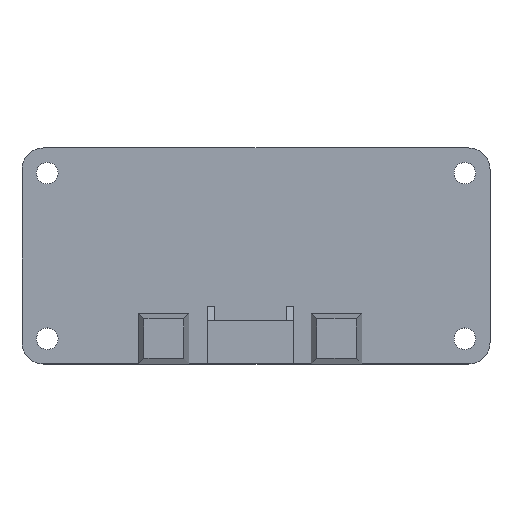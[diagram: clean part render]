
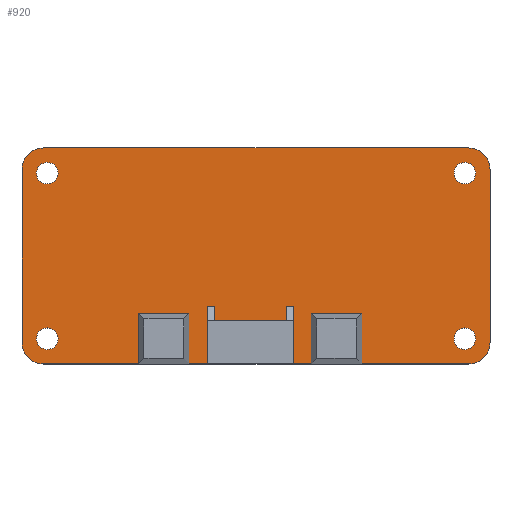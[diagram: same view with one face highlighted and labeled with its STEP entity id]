
A CAD part, top view. The second image highlights one B-rep face of the part: STEP entity #920.
In plain terms, the highlighted planar face has unit normal (0, 0, 1).
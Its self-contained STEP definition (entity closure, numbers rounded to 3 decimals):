
#23=FACE_BOUND('',#141,.T.);
#24=FACE_BOUND('',#142,.T.);
#25=FACE_BOUND('',#143,.T.);
#26=FACE_BOUND('',#144,.T.);
#33=PLANE('',#997);
#83=FACE_OUTER_BOUND('',#140,.T.);
#140=EDGE_LOOP('',(#662,#663,#664,#665,#666,#667,#668,#669));
#141=EDGE_LOOP('',(#670));
#142=EDGE_LOOP('',(#671));
#143=EDGE_LOOP('',(#672));
#144=EDGE_LOOP('',(#673));
#206=LINE('',#1338,#318);
#209=LINE('',#1344,#321);
#210=LINE('',#1348,#322);
#211=LINE('',#1352,#323);
#318=VECTOR('',#1078,10.);
#321=VECTOR('',#1083,10.);
#322=VECTOR('',#1086,10.);
#323=VECTOR('',#1089,10.);
#428=CIRCLE('',#994,3.);
#430=CIRCLE('',#998,3.);
#431=CIRCLE('',#999,3.);
#432=CIRCLE('',#1000,3.);
#433=CIRCLE('',#1001,1.5);
#434=CIRCLE('',#1002,1.5);
#435=CIRCLE('',#1003,1.5);
#436=CIRCLE('',#1004,1.5);
#444=VERTEX_POINT('',#1328);
#445=VERTEX_POINT('',#1329);
#448=VERTEX_POINT('',#1337);
#450=VERTEX_POINT('',#1343);
#451=VERTEX_POINT('',#1345);
#452=VERTEX_POINT('',#1347);
#453=VERTEX_POINT('',#1349);
#454=VERTEX_POINT('',#1351);
#455=VERTEX_POINT('',#1354);
#456=VERTEX_POINT('',#1356);
#457=VERTEX_POINT('',#1358);
#458=VERTEX_POINT('',#1360);
#526=EDGE_CURVE('',#444,#445,#428,.T.);
#530=EDGE_CURVE('',#448,#445,#206,.T.);
#533=EDGE_CURVE('',#444,#450,#209,.T.);
#534=EDGE_CURVE('',#451,#450,#430,.T.);
#535=EDGE_CURVE('',#451,#452,#210,.T.);
#536=EDGE_CURVE('',#453,#452,#431,.T.);
#537=EDGE_CURVE('',#453,#454,#211,.T.);
#538=EDGE_CURVE('',#448,#454,#432,.T.);
#539=EDGE_CURVE('',#455,#455,#433,.T.);
#540=EDGE_CURVE('',#456,#456,#434,.T.);
#541=EDGE_CURVE('',#457,#457,#435,.T.);
#542=EDGE_CURVE('',#458,#458,#436,.T.);
#662=ORIENTED_EDGE('',*,*,#526,.F.);
#663=ORIENTED_EDGE('',*,*,#533,.T.);
#664=ORIENTED_EDGE('',*,*,#534,.F.);
#665=ORIENTED_EDGE('',*,*,#535,.T.);
#666=ORIENTED_EDGE('',*,*,#536,.F.);
#667=ORIENTED_EDGE('',*,*,#537,.T.);
#668=ORIENTED_EDGE('',*,*,#538,.F.);
#669=ORIENTED_EDGE('',*,*,#530,.T.);
#670=ORIENTED_EDGE('',*,*,#539,.T.);
#671=ORIENTED_EDGE('',*,*,#540,.T.);
#672=ORIENTED_EDGE('',*,*,#541,.T.);
#673=ORIENTED_EDGE('',*,*,#542,.T.);
#920=ADVANCED_FACE('',(#83,#23,#24,#25,#26),#33,.T.);
#994=AXIS2_PLACEMENT_3D('',#1330,#1070,#1071);
#997=AXIS2_PLACEMENT_3D('',#1342,#1081,#1082);
#998=AXIS2_PLACEMENT_3D('',#1346,#1084,#1085);
#999=AXIS2_PLACEMENT_3D('',#1350,#1087,#1088);
#1000=AXIS2_PLACEMENT_3D('',#1353,#1090,#1091);
#1001=AXIS2_PLACEMENT_3D('',#1355,#1092,#1093);
#1002=AXIS2_PLACEMENT_3D('',#1357,#1094,#1095);
#1003=AXIS2_PLACEMENT_3D('',#1359,#1096,#1097);
#1004=AXIS2_PLACEMENT_3D('',#1361,#1098,#1099);
#1070=DIRECTION('center_axis',(0.,0.,-1.));
#1071=DIRECTION('ref_axis',(0.707,-0.707,0.));
#1078=DIRECTION('',(1.,0.,0.));
#1081=DIRECTION('center_axis',(0.,0.,1.));
#1082=DIRECTION('ref_axis',(1.,0.,0.));
#1083=DIRECTION('',(0.,1.,0.));
#1084=DIRECTION('center_axis',(0.,0.,-1.));
#1085=DIRECTION('ref_axis',(0.707,0.707,0.));
#1086=DIRECTION('',(-1.,0.,0.));
#1087=DIRECTION('center_axis',(0.,0.,-1.));
#1088=DIRECTION('ref_axis',(-0.707,0.707,0.));
#1089=DIRECTION('',(0.,-1.,0.));
#1090=DIRECTION('center_axis',(0.,0.,-1.));
#1091=DIRECTION('ref_axis',(-0.707,-0.707,0.));
#1092=DIRECTION('center_axis',(0.,0.,-1.));
#1093=DIRECTION('ref_axis',(1.,0.,0.));
#1094=DIRECTION('center_axis',(0.,0.,-1.));
#1095=DIRECTION('ref_axis',(1.,0.,0.));
#1096=DIRECTION('center_axis',(0.,0.,-1.));
#1097=DIRECTION('ref_axis',(1.,0.,0.));
#1098=DIRECTION('center_axis',(0.,0.,-1.));
#1099=DIRECTION('ref_axis',(1.,0.,0.));
#1328=CARTESIAN_POINT('',(65.,3.,1.6));
#1329=CARTESIAN_POINT('',(62.,0.,1.6));
#1330=CARTESIAN_POINT('Origin',(62.,3.,1.6));
#1337=CARTESIAN_POINT('',(3.,0.,1.6));
#1338=CARTESIAN_POINT('',(0.,0.,1.6));
#1342=CARTESIAN_POINT('Origin',(32.5,15.,1.6));
#1343=CARTESIAN_POINT('',(65.,27.,1.6));
#1344=CARTESIAN_POINT('',(65.,0.,1.6));
#1345=CARTESIAN_POINT('',(62.,30.,1.6));
#1346=CARTESIAN_POINT('Origin',(62.,27.,1.6));
#1347=CARTESIAN_POINT('',(3.,30.,1.6));
#1348=CARTESIAN_POINT('',(65.,30.,1.6));
#1349=CARTESIAN_POINT('',(0.,27.,1.6));
#1350=CARTESIAN_POINT('Origin',(3.,27.,1.6));
#1351=CARTESIAN_POINT('',(0.,3.,1.6));
#1352=CARTESIAN_POINT('',(0.,30.,1.6));
#1353=CARTESIAN_POINT('Origin',(3.,3.,1.6));
#1354=CARTESIAN_POINT('',(2.,3.5,1.6));
#1355=CARTESIAN_POINT('Origin',(3.5,3.5,1.6));
#1356=CARTESIAN_POINT('',(60.,3.5,1.6));
#1357=CARTESIAN_POINT('Origin',(61.5,3.5,1.6));
#1358=CARTESIAN_POINT('',(60.,26.5,1.6));
#1359=CARTESIAN_POINT('Origin',(61.5,26.5,1.6));
#1360=CARTESIAN_POINT('',(2.,26.5,1.6));
#1361=CARTESIAN_POINT('Origin',(3.5,26.5,1.6));
